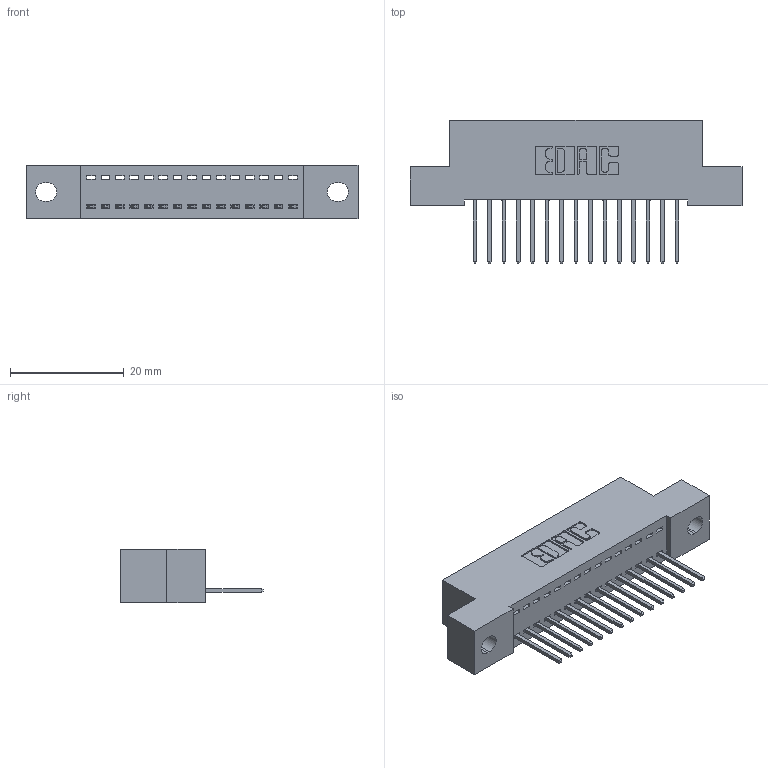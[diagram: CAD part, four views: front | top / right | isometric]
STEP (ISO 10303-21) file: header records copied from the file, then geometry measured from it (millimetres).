
FILE_DESCRIPTION (( 'STEP AP203' ), '1' );
FILE_NAME ('392-015-523-102.STEP', '2019-10-07T02:41:50', ( '' ), ( '' ), 'SwSTEP 2.0', 'SolidWorks 2016', '' );
FILE_SCHEMA (( 'CONFIG_CONTROL_DESIGN' ));
Length unit declared in the file: inch
Products named in the file (3): 342 Part_.128 Slot; 345-292-001_345-293-123; 392-015-523-102
Assembly tree (16 placements, depth 2):
  392-015-523-102
    342 Part_.128 Slot
    345-292-001_345-293-123  x15
Bounding box: 58.42 x 25.15 x 9.4 mm (x, y, z)
Volume: 4964.9 mm3; surface area: 6560.5 mm2
Topology: 16 solids, 16 shells, 984 faces, 2951 edges, 1946 vertices
Faces by surface type: plane 700, cylinder 284
Entity records: 12683 total; most frequent: CARTESIAN_POINT 2199, ORIENTED_EDGE 2150, DIRECTION 1909, EDGE_CURVE 1075, VECTOR 947, LINE 947, VERTEX_POINT 714, AXIS2_PLACEMENT_3D 481
